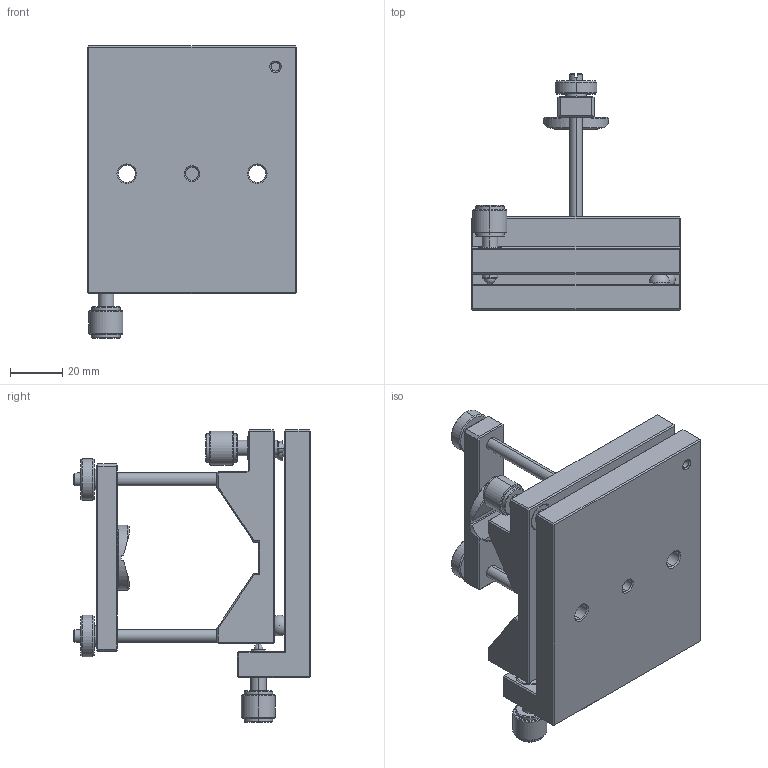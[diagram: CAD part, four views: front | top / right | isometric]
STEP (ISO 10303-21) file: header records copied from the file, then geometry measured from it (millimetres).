
FILE_DESCRIPTION (( 'STEP AP203' ), '1' );
FILE_NAME ('GCM-181101M三维外形图.STEP', '2016-12-30T00:37:34', ( '' ), ( '' ), 'SwSTEP 2.0', 'SolidWorks 2015', '' );
FILE_SCHEMA (( 'CONFIG_CONTROL_DESIGN' ));
Length unit declared in the file: millimetre
Products named in the file (2): GCM-181101M三维外形图
Bounding box: 80 x 90.87 x 112.03 mm (x, y, z)
Volume: 194247.9 mm3; surface area: 50307.5 mm2
Topology: 1 solids, 4 shells, 329 faces, 731 edges, 430 vertices
Faces by surface type: plane 170, cylinder 78, cone 71, sphere 8, torus 2
Entity records: 9029 total; most frequent: DIRECTION 1612, CARTESIAN_POINT 1570, ORIENTED_EDGE 1426, EDGE_CURVE 713, AXIS2_PLACEMENT_3D 600, VERTEX_POINT 422, VECTOR 412, LINE 412
